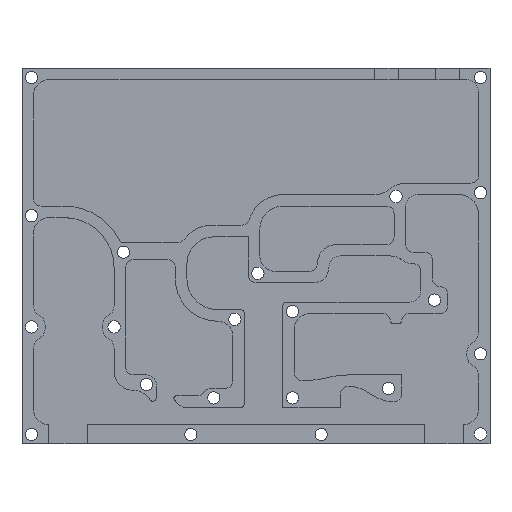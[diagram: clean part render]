
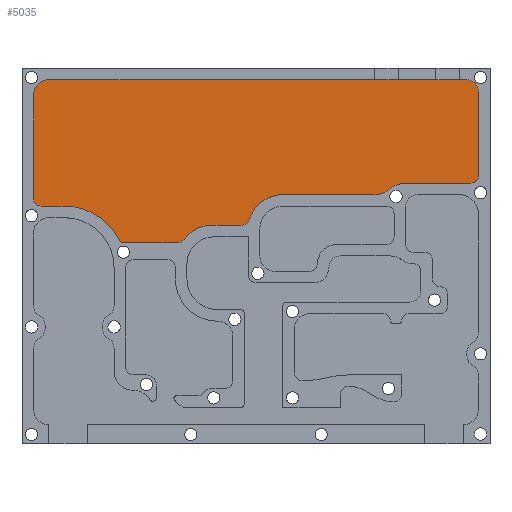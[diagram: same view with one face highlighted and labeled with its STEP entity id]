
A CAD part, top view. The second image highlights one B-rep face of the part: STEP entity #5035.
In plain terms, the highlighted planar face has unit normal (0, 0, 1).
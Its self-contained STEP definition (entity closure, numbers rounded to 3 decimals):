
#126=PLANE('',#5540);
#312=FACE_OUTER_BOUND('',#628,.T.);
#628=EDGE_LOOP('',(#4112,#4113,#4114,#4115,#4116,#4117,#4118,#4119,#4120,
#4121,#4122,#4123,#4124,#4125,#4126,#4127,#4128,#4129,#4130,#4131,#4132,
#4133,#4134,#4135,#4136,#4137,#4138));
#1114=LINE('',#8396,#1619);
#1115=LINE('',#8400,#1620);
#1116=LINE('',#8404,#1621);
#1117=LINE('',#8406,#1622);
#1118=LINE('',#8410,#1623);
#1119=LINE('',#8414,#1624);
#1120=LINE('',#8416,#1625);
#1121=LINE('',#8420,#1626);
#1122=LINE('',#8424,#1627);
#1123=LINE('',#8426,#1628);
#1124=LINE('',#8430,#1629);
#1125=LINE('',#8434,#1630);
#1126=LINE('',#8438,#1631);
#1127=LINE('',#8442,#1632);
#1128=LINE('',#8446,#1633);
#1619=VECTOR('',#6700,10.);
#1620=VECTOR('',#6703,10.);
#1621=VECTOR('',#6706,10.);
#1622=VECTOR('',#6707,10.);
#1623=VECTOR('',#6710,10.);
#1624=VECTOR('',#6713,10.);
#1625=VECTOR('',#6714,10.);
#1626=VECTOR('',#6717,10.);
#1627=VECTOR('',#6720,10.);
#1628=VECTOR('',#6721,10.);
#1629=VECTOR('',#6724,10.);
#1630=VECTOR('',#6727,10.);
#1631=VECTOR('',#6730,10.);
#1632=VECTOR('',#6733,10.);
#1633=VECTOR('',#6736,10.);
#2032=CIRCLE('',#5541,4.);
#2033=CIRCLE('',#5542,2.);
#2034=CIRCLE('',#5543,16.019);
#2035=CIRCLE('',#5544,1.359);
#2036=CIRCLE('',#5545,2.396);
#2037=CIRCLE('',#5546,8.673);
#2038=CIRCLE('',#5547,2.5);
#2039=CIRCLE('',#5548,9.065);
#2040=CIRCLE('',#5549,6.083);
#2041=CIRCLE('',#5550,6.083);
#2042=CIRCLE('',#5551,2.);
#2043=CIRCLE('',#5552,3.);
#2508=VERTEX_POINT('',#8394);
#2509=VERTEX_POINT('',#8395);
#2510=VERTEX_POINT('',#8397);
#2511=VERTEX_POINT('',#8399);
#2512=VERTEX_POINT('',#8401);
#2513=VERTEX_POINT('',#8403);
#2514=VERTEX_POINT('',#8405);
#2515=VERTEX_POINT('',#8407);
#2516=VERTEX_POINT('',#8409);
#2517=VERTEX_POINT('',#8411);
#2518=VERTEX_POINT('',#8413);
#2519=VERTEX_POINT('',#8415);
#2520=VERTEX_POINT('',#8417);
#2521=VERTEX_POINT('',#8419);
#2522=VERTEX_POINT('',#8421);
#2523=VERTEX_POINT('',#8423);
#2524=VERTEX_POINT('',#8425);
#2525=VERTEX_POINT('',#8427);
#2526=VERTEX_POINT('',#8429);
#2527=VERTEX_POINT('',#8431);
#2528=VERTEX_POINT('',#8433);
#2529=VERTEX_POINT('',#8435);
#2530=VERTEX_POINT('',#8437);
#2531=VERTEX_POINT('',#8439);
#2532=VERTEX_POINT('',#8441);
#2533=VERTEX_POINT('',#8443);
#2534=VERTEX_POINT('',#8445);
#3103=EDGE_CURVE('',#2508,#2509,#1114,.T.);
#3104=EDGE_CURVE('',#2509,#2510,#2032,.T.);
#3105=EDGE_CURVE('',#2510,#2511,#1115,.T.);
#3106=EDGE_CURVE('',#2511,#2512,#2033,.T.);
#3107=EDGE_CURVE('',#2512,#2513,#1116,.T.);
#3108=EDGE_CURVE('',#2513,#2514,#1117,.T.);
#3109=EDGE_CURVE('',#2514,#2515,#2034,.T.);
#3110=EDGE_CURVE('',#2515,#2516,#1118,.T.);
#3111=EDGE_CURVE('',#2516,#2517,#2035,.T.);
#3112=EDGE_CURVE('',#2517,#2518,#1119,.T.);
#3113=EDGE_CURVE('',#2518,#2519,#1120,.T.);
#3114=EDGE_CURVE('',#2519,#2520,#2036,.T.);
#3115=EDGE_CURVE('',#2520,#2521,#1121,.T.);
#3116=EDGE_CURVE('',#2521,#2522,#2037,.T.);
#3117=EDGE_CURVE('',#2522,#2523,#1122,.T.);
#3118=EDGE_CURVE('',#2523,#2524,#1123,.T.);
#3119=EDGE_CURVE('',#2524,#2525,#2038,.T.);
#3120=EDGE_CURVE('',#2525,#2526,#1124,.T.);
#3121=EDGE_CURVE('',#2526,#2527,#2039,.T.);
#3122=EDGE_CURVE('',#2527,#2528,#1125,.T.);
#3123=EDGE_CURVE('',#2528,#2529,#2040,.T.);
#3124=EDGE_CURVE('',#2529,#2530,#1126,.T.);
#3125=EDGE_CURVE('',#2530,#2531,#2041,.T.);
#3126=EDGE_CURVE('',#2531,#2532,#1127,.T.);
#3127=EDGE_CURVE('',#2532,#2533,#2042,.T.);
#3128=EDGE_CURVE('',#2533,#2534,#1128,.T.);
#3129=EDGE_CURVE('',#2508,#2534,#2043,.T.);
#4112=ORIENTED_EDGE('',*,*,#3103,.T.);
#4113=ORIENTED_EDGE('',*,*,#3104,.T.);
#4114=ORIENTED_EDGE('',*,*,#3105,.T.);
#4115=ORIENTED_EDGE('',*,*,#3106,.T.);
#4116=ORIENTED_EDGE('',*,*,#3107,.T.);
#4117=ORIENTED_EDGE('',*,*,#3108,.T.);
#4118=ORIENTED_EDGE('',*,*,#3109,.T.);
#4119=ORIENTED_EDGE('',*,*,#3110,.T.);
#4120=ORIENTED_EDGE('',*,*,#3111,.T.);
#4121=ORIENTED_EDGE('',*,*,#3112,.T.);
#4122=ORIENTED_EDGE('',*,*,#3113,.T.);
#4123=ORIENTED_EDGE('',*,*,#3114,.T.);
#4124=ORIENTED_EDGE('',*,*,#3115,.T.);
#4125=ORIENTED_EDGE('',*,*,#3116,.T.);
#4126=ORIENTED_EDGE('',*,*,#3117,.T.);
#4127=ORIENTED_EDGE('',*,*,#3118,.T.);
#4128=ORIENTED_EDGE('',*,*,#3119,.T.);
#4129=ORIENTED_EDGE('',*,*,#3120,.T.);
#4130=ORIENTED_EDGE('',*,*,#3121,.T.);
#4131=ORIENTED_EDGE('',*,*,#3122,.T.);
#4132=ORIENTED_EDGE('',*,*,#3123,.T.);
#4133=ORIENTED_EDGE('',*,*,#3124,.T.);
#4134=ORIENTED_EDGE('',*,*,#3125,.T.);
#4135=ORIENTED_EDGE('',*,*,#3126,.T.);
#4136=ORIENTED_EDGE('',*,*,#3127,.T.);
#4137=ORIENTED_EDGE('',*,*,#3128,.T.);
#4138=ORIENTED_EDGE('',*,*,#3129,.F.);
#5035=ADVANCED_FACE('',(#312),#126,.F.);
#5540=AXIS2_PLACEMENT_3D('',#8393,#6698,#6699);
#5541=AXIS2_PLACEMENT_3D('',#8398,#6701,#6702);
#5542=AXIS2_PLACEMENT_3D('',#8402,#6704,#6705);
#5543=AXIS2_PLACEMENT_3D('',#8408,#6708,#6709);
#5544=AXIS2_PLACEMENT_3D('',#8412,#6711,#6712);
#5545=AXIS2_PLACEMENT_3D('',#8418,#6715,#6716);
#5546=AXIS2_PLACEMENT_3D('',#8422,#6718,#6719);
#5547=AXIS2_PLACEMENT_3D('',#8428,#6722,#6723);
#5548=AXIS2_PLACEMENT_3D('',#8432,#6725,#6726);
#5549=AXIS2_PLACEMENT_3D('',#8436,#6728,#6729);
#5550=AXIS2_PLACEMENT_3D('',#8440,#6731,#6732);
#5551=AXIS2_PLACEMENT_3D('',#8444,#6734,#6735);
#5552=AXIS2_PLACEMENT_3D('',#8447,#6737,#6738);
#6698=DIRECTION('center_axis',(0.,0.,-1.));
#6699=DIRECTION('ref_axis',(1.,0.,0.));
#6700=DIRECTION('',(-1.,0.,0.));
#6701=DIRECTION('center_axis',(0.,0.,1.));
#6702=DIRECTION('ref_axis',(0.,1.,0.));
#6703=DIRECTION('',(0.,-1.,0.));
#6704=DIRECTION('center_axis',(0.,0.,1.));
#6705=DIRECTION('ref_axis',(-1.,0.,0.));
#6706=DIRECTION('',(1.,0.,0.));
#6707=DIRECTION('',(1.,0.001,0.));
#6708=DIRECTION('center_axis',(0.,0.,-1.));
#6709=DIRECTION('ref_axis',(0.893,0.451,0.));
#6710=DIRECTION('',(0.477,-0.879,0.));
#6711=DIRECTION('center_axis',(0.,0.,1.));
#6712=DIRECTION('ref_axis',(-0.875,-0.485,0.));
#6713=DIRECTION('',(1.,-0.002,0.));
#6714=DIRECTION('',(1.,0.,0.));
#6715=DIRECTION('center_axis',(0.,0.,1.));
#6716=DIRECTION('ref_axis',(-0.022,-1.,0.));
#6717=DIRECTION('',(0.566,0.824,0.));
#6718=DIRECTION('center_axis',(0.,0.,-1.));
#6719=DIRECTION('ref_axis',(0.07,0.998,0.));
#6720=DIRECTION('',(0.999,-0.033,0.));
#6721=DIRECTION('',(1.,0.,0.));
#6722=DIRECTION('center_axis',(0.,0.,1.));
#6723=DIRECTION('ref_axis',(0.,-1.,0.));
#6724=DIRECTION('',(0.303,0.953,0.));
#6725=DIRECTION('center_axis',(0.,0.,-1.));
#6726=DIRECTION('ref_axis',(0.,1.,0.));
#6727=DIRECTION('',(1.,0.,0.));
#6728=DIRECTION('center_axis',(0.,0.,1.));
#6729=DIRECTION('ref_axis',(0.,-1.,0.));
#6730=DIRECTION('',(0.757,0.653,0.));
#6731=DIRECTION('center_axis',(0.,0.,-1.));
#6732=DIRECTION('ref_axis',(0.,1.,0.));
#6733=DIRECTION('',(1.,0.,0.));
#6734=DIRECTION('center_axis',(0.,0.,1.));
#6735=DIRECTION('ref_axis',(0.,-1.,0.));
#6736=DIRECTION('',(0.,1.,0.));
#6737=DIRECTION('center_axis',(0.,0.,-1.));
#6738=DIRECTION('ref_axis',(0.707,0.707,0.));
#8393=CARTESIAN_POINT('Origin',(61.,48.,-2.));
#8394=CARTESIAN_POINT('',(116.,93.,-2.));
#8395=CARTESIAN_POINT('',(7.,93.,-2.));
#8396=CARTESIAN_POINT('',(88.5,93.,-2.));
#8397=CARTESIAN_POINT('',(3.,89.,-2.));
#8398=CARTESIAN_POINT('Origin',(7.,89.,-2.));
#8399=CARTESIAN_POINT('',(3.,62.,-2.));
#8400=CARTESIAN_POINT('',(3.,62.,-2.));
#8401=CARTESIAN_POINT('',(5.,60.,-2.));
#8402=CARTESIAN_POINT('Origin',(5.,62.,-2.));
#8403=CARTESIAN_POINT('',(10.971,60.,-2.));
#8404=CARTESIAN_POINT('',(11.,60.,-2.));
#8405=CARTESIAN_POINT('',(11.041,60.,-2.));
#8406=CARTESIAN_POINT('',(11.041,60.,-2.));
#8407=CARTESIAN_POINT('',(25.295,51.211,-2.));
#8408=CARTESIAN_POINT('Origin',(11.,43.981,-2.));
#8409=CARTESIAN_POINT('',(25.312,51.18,-2.));
#8410=CARTESIAN_POINT('',(25.295,51.211,-2.));
#8411=CARTESIAN_POINT('',(26.469,50.5,-2.));
#8412=CARTESIAN_POINT('Origin',(26.489,51.859,-2.));
#8413=CARTESIAN_POINT('',(26.54,50.5,-2.));
#8414=CARTESIAN_POINT('',(26.469,50.5,-2.));
#8415=CARTESIAN_POINT('',(40.425,50.5,-2.));
#8416=CARTESIAN_POINT('',(26.5,50.5,-2.));
#8417=CARTESIAN_POINT('',(42.496,51.604,-2.));
#8418=CARTESIAN_POINT('Origin',(40.478,52.895,-2.));
#8419=CARTESIAN_POINT('',(42.55,51.682,-2.));
#8420=CARTESIAN_POINT('',(42.496,51.604,-2.));
#8421=CARTESIAN_POINT('',(49.971,55.002,-2.));
#8422=CARTESIAN_POINT('Origin',(49.389,46.348,-2.));
#8423=CARTESIAN_POINT('',(50.03,55.,-2.));
#8424=CARTESIAN_POINT('',(49.971,55.002,-2.));
#8425=CARTESIAN_POINT('',(57.,55.,-2.));
#8426=CARTESIAN_POINT('',(50.,55.,-2.));
#8427=CARTESIAN_POINT('',(59.39,56.767,-2.));
#8428=CARTESIAN_POINT('Origin',(57.,57.5,-2.));
#8429=CARTESIAN_POINT('',(59.412,56.837,-2.));
#8430=CARTESIAN_POINT('',(59.39,56.767,-2.));
#8431=CARTESIAN_POINT('',(68.,63.,-2.));
#8432=CARTESIAN_POINT('Origin',(68.,53.936,-2.));
#8433=CARTESIAN_POINT('',(92.,63.,-2.));
#8434=CARTESIAN_POINT('',(92.,63.,-2.));
#8435=CARTESIAN_POINT('',(95.996,64.497,-2.));
#8436=CARTESIAN_POINT('Origin',(92.,69.083,-2.));
#8437=CARTESIAN_POINT('',(96.053,64.546,-2.));
#8438=CARTESIAN_POINT('',(95.952,64.459,-2.));
#8439=CARTESIAN_POINT('',(100.,66.,-2.));
#8440=CARTESIAN_POINT('Origin',(100.,59.917,-2.));
#8441=CARTESIAN_POINT('',(117.,66.,-2.));
#8442=CARTESIAN_POINT('',(117.,66.,-2.));
#8443=CARTESIAN_POINT('',(119.,68.,-2.));
#8444=CARTESIAN_POINT('Origin',(117.,68.,-2.));
#8445=CARTESIAN_POINT('',(119.,90.,-2.));
#8446=CARTESIAN_POINT('',(119.,89.8,-2.));
#8447=CARTESIAN_POINT('Origin',(116.,90.,-2.));
